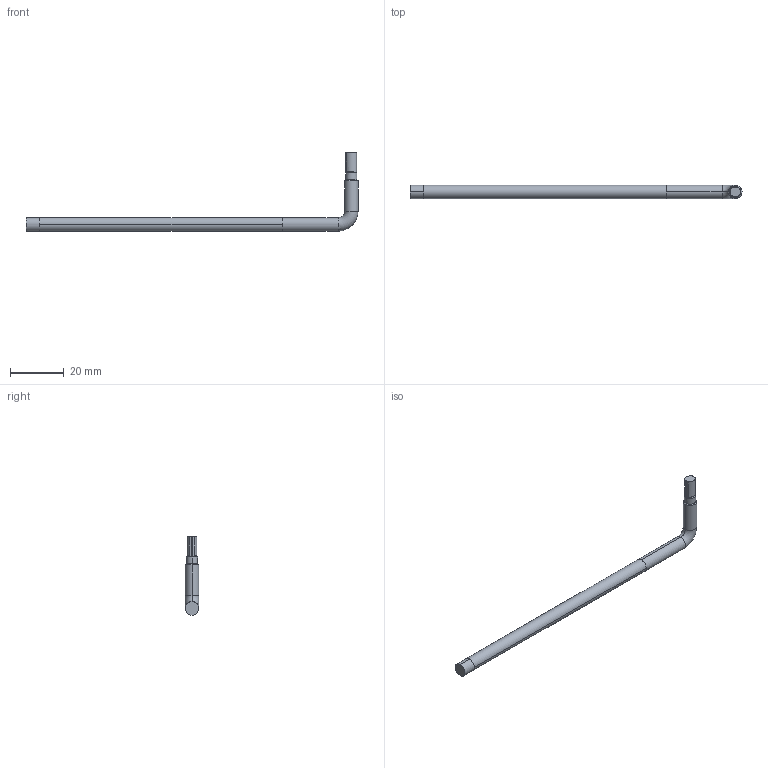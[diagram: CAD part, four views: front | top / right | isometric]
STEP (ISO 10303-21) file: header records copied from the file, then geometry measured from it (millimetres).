
FILE_DESCRIPTION(/* description */ (''),/* implementation_level */ '2;1');
FILE_NAME(/* name */ 'GWY39L.stp',/* time_stamp */ '2022-02-03T10:43:29+09:00',/* author */ (''),/* organization */ (''),/* preprocessor_version */ 'ST-DEVELOPER v16',/* originating_system */ 'SIEMENS PLM Software NX 10.0',/* authorisation */ '');
FILE_SCHEMA (('AUTOMOTIVE_DESIGN { 1 0 10303 214 3 1 1 1 }'));
Length unit declared in the file: millimetre
Products named in the file (1): GWY39L
Bounding box: 123 x 5.04 x 29.02 mm (x, y, z)
Volume: 2797.8 mm3; surface area: 2289.7 mm2
Topology: 1 solids, 1 shells, 36 faces, 78 edges, 47 vertices
Faces by surface type: cylinder 18, bspline 10, plane 4, cone 2, torus 2
Entity records: 1998 total; most frequent: CARTESIAN_POINT 1184, DIRECTION 174, ORIENTED_EDGE 156, EDGE_CURVE 78, AXIS2_PLACEMENT_3D 77, CIRCLE 48, VERTEX_POINT 46, EDGE_LOOP 38
